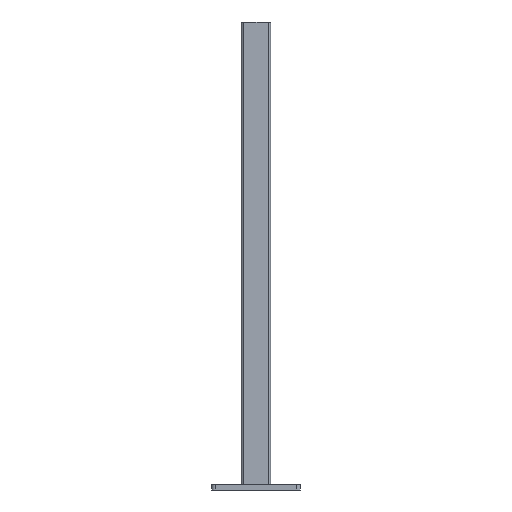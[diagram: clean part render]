
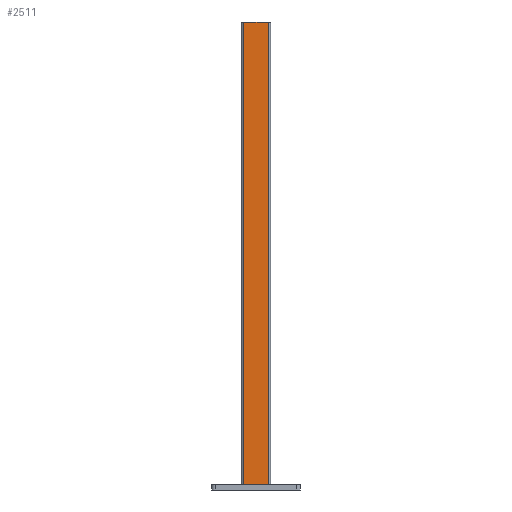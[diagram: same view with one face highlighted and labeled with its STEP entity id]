
A CAD part, left-side view. The second image highlights one B-rep face of the part: STEP entity #2511.
In plain terms, the highlighted planar face has unit normal (-1, 0, 0).
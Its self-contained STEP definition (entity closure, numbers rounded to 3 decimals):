
#442 = VERTEX_POINT ( 'NONE', #1803 ) ;
#444 = VERTEX_POINT ( 'NONE', #1790 ) ;
#449 = VERTEX_POINT ( 'NONE', #1781 ) ;
#451 = VERTEX_POINT ( 'NONE', #1774 ) ;
#614 = DIRECTION ( 'NONE',  ( 0., 1., 0. ) ) ;
#615 = DIRECTION ( 'NONE',  ( 1., 0., 0. ) ) ;
#618 = PLANE ( 'NONE',  #2722 ) ;
#623 = CARTESIAN_POINT ( 'NONE',  ( -20.5, 0., 650. ) ) ;
#942 = ORIENTED_EDGE ( 'NONE', *, *, #1115, .T. ) ;
#943 = ORIENTED_EDGE ( 'NONE', *, *, #1119, .F. ) ;
#944 = ORIENTED_EDGE ( 'NONE', *, *, #1118, .F. ) ;
#945 = ORIENTED_EDGE ( 'NONE', *, *, #1117, .T. ) ;
#1115 = EDGE_CURVE ( 'NONE', #449, #442, #3074, .T. ) ;
#1117 = EDGE_CURVE ( 'NONE', #442, #444, #3077, .T. ) ;
#1118 = EDGE_CURVE ( 'NONE', #451, #444, #3078, .T. ) ;
#1119 = EDGE_CURVE ( 'NONE', #449, #451, #3075, .T. ) ;
#1770 = DIRECTION ( 'NONE',  ( 0., -1., 0. ) ) ;
#1772 = DIRECTION ( 'NONE',  ( 0., 0., -1. ) ) ;
#1774 = CARTESIAN_POINT ( 'NONE',  ( -20.5, 3.5, 650. ) ) ;
#1775 = CARTESIAN_POINT ( 'NONE',  ( -20.5, 3.5, 650. ) ) ;
#1780 = CARTESIAN_POINT ( 'NONE',  ( -20.5, 0., 650. ) ) ;
#1781 = CARTESIAN_POINT ( 'NONE',  ( -20.5, 37.5, 650. ) ) ;
#1782 = CARTESIAN_POINT ( 'NONE',  ( -20.5, 0., 0. ) ) ;
#1789 = DIRECTION ( 'NONE',  ( 0., -1., 0. ) ) ;
#1790 = CARTESIAN_POINT ( 'NONE',  ( -20.5, 3.5, 0. ) ) ;
#1796 = CARTESIAN_POINT ( 'NONE',  ( -20.5, 37.5, 650. ) ) ;
#1803 = CARTESIAN_POINT ( 'NONE',  ( -20.5, 37.5, 0. ) ) ;
#1806 = DIRECTION ( 'NONE',  ( 0., 0., -1. ) ) ;
#2425 = FACE_OUTER_BOUND ( 'NONE', #3329, .T. ) ;
#2511 = ADVANCED_FACE ( 'NONE', ( #2425 ), #618, .F. ) ;
#2722 = AXIS2_PLACEMENT_3D ( 'NONE', #623, #615, #614 ) ;
#3074 = LINE ( 'NONE', #1796, #3076 ) ;
#3075 = LINE ( 'NONE', #1780, #3083 ) ;
#3076 = VECTOR ( 'NONE', #1806, 1000. ) ;
#3077 = LINE ( 'NONE', #1782, #3079 ) ;
#3078 = LINE ( 'NONE', #1775, #3081 ) ;
#3079 = VECTOR ( 'NONE', #1789, 1000. ) ;
#3081 = VECTOR ( 'NONE', #1772, 1000. ) ;
#3083 = VECTOR ( 'NONE', #1770, 1000. ) ;
#3329 = EDGE_LOOP ( 'NONE', ( #945, #944, #943, #942 ) ) ;
